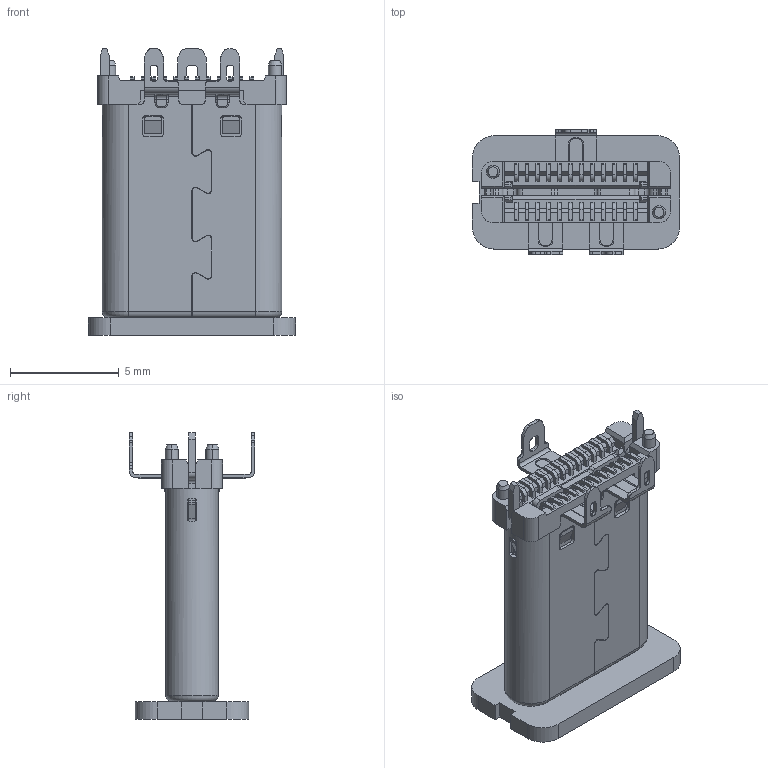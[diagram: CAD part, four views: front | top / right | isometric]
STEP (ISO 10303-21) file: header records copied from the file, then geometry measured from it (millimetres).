
FILE_DESCRIPTION((''),'2;1');
FILE_NAME('30001_ASM_ASM','2018-01-10T14:21:35',('Administrator'),(''),'CREO PARAMETRIC BY PTC INC, 2016510','CREO PARAMETRIC BY PTC INC, 2016510','');
FILE_SCHEMA(('CONFIG_CONTROL_DESIGN'));
Length unit declared in the file: millimetre
Products named in the file (3): MSBR-14; MSBR-13; 30001_ASM_ASM
Assembly tree (2 placements, depth 2):
  30001_ASM_ASM
    MSBR-14
    MSBR-13
Bounding box: 9.5 x 5.75 x 13.15 mm (x, y, z)
Volume: 189.9 mm3; surface area: 1444.7 mm2
Topology: 2 solids, 2 shells, 2641 faces, 7521 edges, 4760 vertices
Faces by surface type: plane 1938, cylinder 623, torus 40, bspline 28, cone 12
Entity records: 86563 total; most frequent: CARTESIAN_POINT 17603, ORIENTED_EDGE 15042, DIRECTION 13521, EDGE_CURVE 7521, VECTOR 5949, LINE 5949, VERTEX_POINT 4760, AXIS2_PLACEMENT_3D 3786
